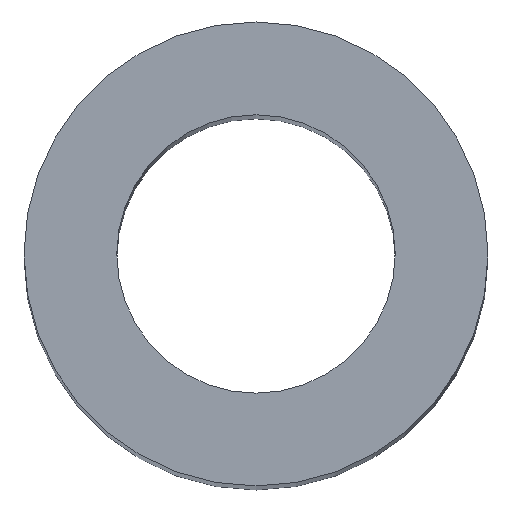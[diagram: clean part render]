
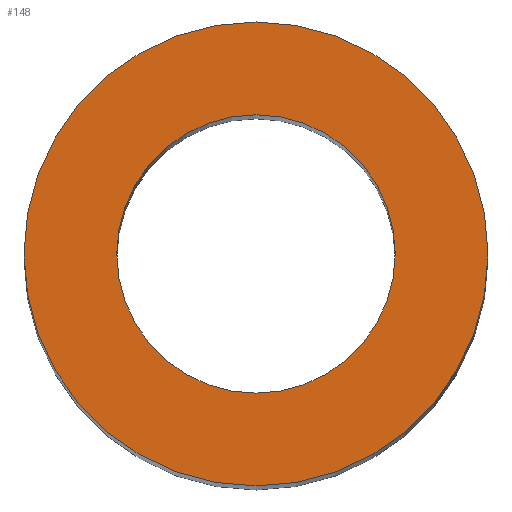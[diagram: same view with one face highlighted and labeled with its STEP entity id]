
A CAD part, top view. The second image highlights one B-rep face of the part: STEP entity #148.
In plain terms, the highlighted planar face has unit normal (0, 0, 1).
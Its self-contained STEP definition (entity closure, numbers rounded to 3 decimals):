
#33=CARTESIAN_POINT('',(9.5,32.883,32.5));
#34=DIRECTION('',(0.,0.,-1.));
#35=DIRECTION('',(-1.,0.,0.));
#36=AXIS2_PLACEMENT_3D('',#33,#34,#35);
#38=CARTESIAN_POINT('',(9.5,32.883,32.5));
#39=DIRECTION('',(0.,0.,-1.));
#40=DIRECTION('',(1.,0.,0.));
#41=AXIS2_PLACEMENT_3D('',#38,#39,#40);
#43=CARTESIAN_POINT('',(9.5,32.883,32.5));
#44=DIRECTION('',(0.,0.,1.));
#45=DIRECTION('',(-1.,0.,0.));
#46=AXIS2_PLACEMENT_3D('',#43,#44,#45);
#48=CARTESIAN_POINT('',(9.5,32.883,32.5));
#49=DIRECTION('',(0.,0.,1.));
#50=DIRECTION('',(1.,0.,0.));
#51=AXIS2_PLACEMENT_3D('',#48,#49,#50);
#61=CARTESIAN_POINT('',(11.,32.883,32.5));
#62=VERTEX_POINT('',#61);
#63=CARTESIAN_POINT('',(8.,32.883,32.5));
#64=VERTEX_POINT('',#63);
#69=CARTESIAN_POINT('',(7.,32.883,32.5));
#70=CARTESIAN_POINT('',(12.,32.883,32.5));
#71=VERTEX_POINT('',#69);
#72=VERTEX_POINT('',#70);
#134=CARTESIAN_POINT('',(0.,0.,32.5));
#135=DIRECTION('',(0.,0.,-1.));
#136=DIRECTION('',(-1.,0.,0.));
#137=AXIS2_PLACEMENT_3D('',#134,#135,#136);
#138=PLANE('',#137);
#139=ORIENTED_EDGE('',*,*,#114,.T.);
#140=ORIENTED_EDGE('',*,*,#128,.T.);
#141=EDGE_LOOP('',(#139,#140));
#142=FACE_OUTER_BOUND('',#141,.F.);
#143=ORIENTED_EDGE('',*,*,#82,.T.);
#145=ORIENTED_EDGE('',*,*,#144,.T.);
#146=EDGE_LOOP('',(#143,#145));
#147=FACE_BOUND('',#146,.F.);
#148=ADVANCED_FACE('',(#142,#147),#138,.F.);
#37=CIRCLE('',#36,2.5);
#42=CIRCLE('',#41,2.5);
#47=CIRCLE('',#46,1.5);
#52=CIRCLE('',#51,1.5);
#82=EDGE_CURVE('',#64,#62,#47,.T.);
#114=EDGE_CURVE('',#71,#72,#37,.T.);
#128=EDGE_CURVE('',#72,#71,#42,.T.);
#144=EDGE_CURVE('',#62,#64,#52,.T.);
